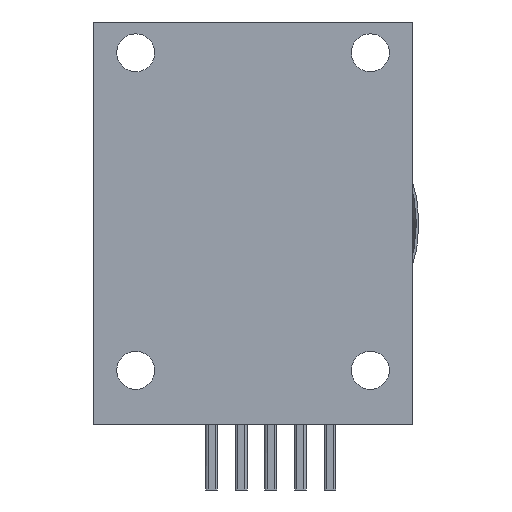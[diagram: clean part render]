
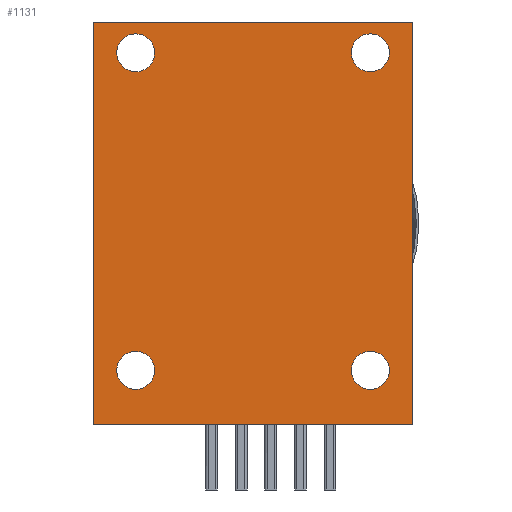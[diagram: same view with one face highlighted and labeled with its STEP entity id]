
A CAD part, front view. The second image highlights one B-rep face of the part: STEP entity #1131.
In plain terms, the highlighted planar face has unit normal (0, -1, 0).
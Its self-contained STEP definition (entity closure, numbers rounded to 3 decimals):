
#1131=ADVANCED_FACE('',(#1132,#1166,#1177,#1188,#1199),#1210,.F.);
#1132=FACE_BOUND('',#1133,.T.);
#1133=EDGE_LOOP('',(#1134,#1144,#1152,#1160));
#1134=ORIENTED_EDGE('',*,*,#1135,.T.);
#1135=EDGE_CURVE('',#1136,#1138,#1140,.F.);
#1136=VERTEX_POINT('',#1137);
#1137=CARTESIAN_POINT('',(13.5,0.0,-17.0));
#1138=VERTEX_POINT('',#1139);
#1139=CARTESIAN_POINT('',(13.5,0.0,17.0));
#1140=LINE('',#1141,#1142);
#1141=CARTESIAN_POINT('',(13.5,0.0,-17.0));
#1142=VECTOR('',#1143,1.0);
#1143=DIRECTION('',(0.,0.0,-1.0));
#1144=ORIENTED_EDGE('',*,*,#1145,.T.);
#1145=EDGE_CURVE('',#1138,#1146,#1148,.F.);
#1146=VERTEX_POINT('',#1147);
#1147=CARTESIAN_POINT('',(-13.5,0.0,17.0));
#1148=LINE('',#1149,#1150);
#1149=CARTESIAN_POINT('',(-13.5,0.0,17.0));
#1150=VECTOR('',#1151,1.0);
#1151=DIRECTION('',(1.0,0.0,0.0));
#1152=ORIENTED_EDGE('',*,*,#1153,.T.);
#1153=EDGE_CURVE('',#1146,#1154,#1156,.F.);
#1154=VERTEX_POINT('',#1155);
#1155=CARTESIAN_POINT('',(-13.5,0.0,-17.0));
#1156=LINE('',#1157,#1158);
#1157=CARTESIAN_POINT('',(-13.5,0.0,-17.0));
#1158=VECTOR('',#1159,1.0);
#1159=DIRECTION('',(0.,0.0,1.0));
#1160=ORIENTED_EDGE('',*,*,#1161,.T.);
#1161=EDGE_CURVE('',#1154,#1136,#1162,.F.);
#1162=LINE('',#1163,#1164);
#1163=CARTESIAN_POINT('',(-13.5,0.0,-17.0));
#1164=VECTOR('',#1165,1.0);
#1165=DIRECTION('',(-1.0,0.0,0.0));
#1166=FACE_BOUND('',#1167,.T.);
#1167=EDGE_LOOP('',(#1168));
#1168=ORIENTED_EDGE('',*,*,#1169,.T.);
#1169=EDGE_CURVE('',#1170,#1170,#1172,.T.);
#1170=VERTEX_POINT('',#1171);
#1171=CARTESIAN_POINT('',(-9.9,0.0,16.));
#1172=CIRCLE('',#1173,1.6);
#1173=AXIS2_PLACEMENT_3D('',#1174,#1175,#1176);
#1174=CARTESIAN_POINT('',(-9.9,0.0,14.4));
#1175=DIRECTION('',(0.0,1.0,0.0));
#1176=DIRECTION('',(0.0,0.0,1.0));
#1177=FACE_BOUND('',#1178,.T.);
#1178=EDGE_LOOP('',(#1179));
#1179=ORIENTED_EDGE('',*,*,#1180,.T.);
#1180=EDGE_CURVE('',#1181,#1181,#1183,.T.);
#1181=VERTEX_POINT('',#1182);
#1182=CARTESIAN_POINT('',(9.9,0.0,12.8));
#1183=CIRCLE('',#1184,1.6);
#1184=AXIS2_PLACEMENT_3D('',#1185,#1186,#1187);
#1185=CARTESIAN_POINT('',(9.9,0.0,14.4));
#1186=DIRECTION('',(0.0,1.0,0.0));
#1187=DIRECTION('',(0.0,0.0,-1.0));
#1188=FACE_BOUND('',#1189,.T.);
#1189=EDGE_LOOP('',(#1190));
#1190=ORIENTED_EDGE('',*,*,#1191,.T.);
#1191=EDGE_CURVE('',#1192,#1192,#1194,.T.);
#1192=VERTEX_POINT('',#1193);
#1193=CARTESIAN_POINT('',(-9.9,0.0,-10.8));
#1194=CIRCLE('',#1195,1.6);
#1195=AXIS2_PLACEMENT_3D('',#1196,#1197,#1198);
#1196=CARTESIAN_POINT('',(-9.9,0.0,-12.4));
#1197=DIRECTION('',(0.0,1.0,0.0));
#1198=DIRECTION('',(0.0,0.0,1.0));
#1199=FACE_BOUND('',#1200,.T.);
#1200=EDGE_LOOP('',(#1201));
#1201=ORIENTED_EDGE('',*,*,#1202,.T.);
#1202=EDGE_CURVE('',#1203,#1203,#1205,.T.);
#1203=VERTEX_POINT('',#1204);
#1204=CARTESIAN_POINT('',(9.9,0.0,-14.));
#1205=CIRCLE('',#1206,1.6);
#1206=AXIS2_PLACEMENT_3D('',#1207,#1208,#1209);
#1207=CARTESIAN_POINT('',(9.9,0.0,-12.4));
#1208=DIRECTION('',(0.0,1.0,0.0));
#1209=DIRECTION('',(0.0,0.0,-1.0));
#1210=PLANE('',#1211);
#1211=AXIS2_PLACEMENT_3D('',#1212,#1213,#1214);
#1212=CARTESIAN_POINT('',(0.0,0.0,0.0));
#1213=DIRECTION('',(0.0,1.0,0.0));
#1214=DIRECTION('',(0.0,0.0,1.0));
